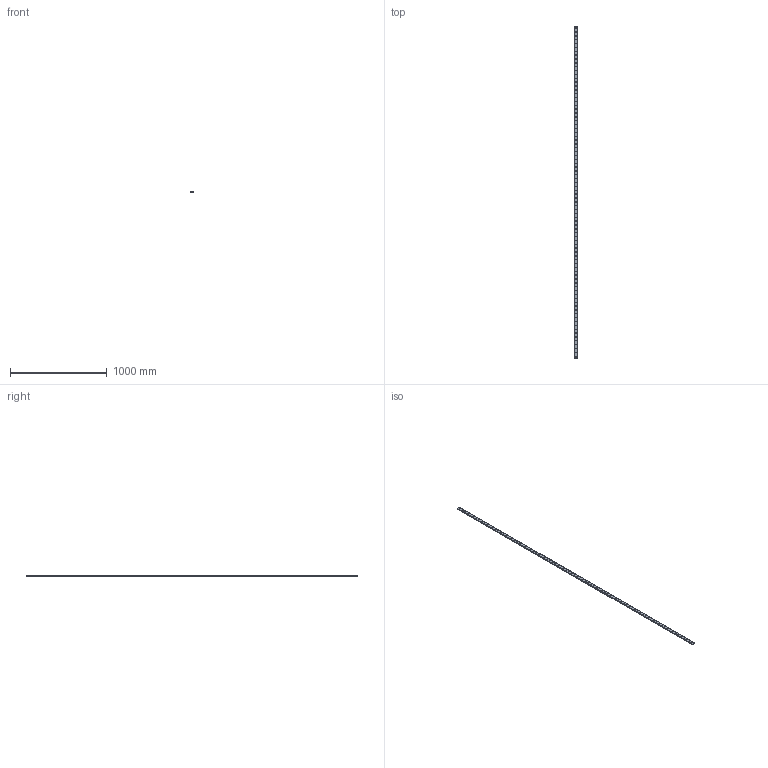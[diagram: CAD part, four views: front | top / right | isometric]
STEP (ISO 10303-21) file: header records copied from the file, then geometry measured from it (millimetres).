
FILE_DESCRIPTION(('STEP AP214'),'1');
FILE_NAME('cctmp_9DD32BB5-1025-4ADF-B2A9-9F99F94EA36D_2021_03_02_10_39_28_0577..stp','2021-03-02T09:39:29',('HIWIN GmbH'),('CADClick - www.CADClick.com'),'Spatial InterOp 3D',' ','unknown authorization');
FILE_SCHEMA(('AUTOMOTIVE_DESIGN'));
Length unit declared in the file: millimetre
Products named in the file (1): WER17R3440H_FILE
Bounding box: 33 x 3440 x 9.3 mm (x, y, z)
Volume: 950172 mm3; surface area: 336156.2 mm2
Topology: 1 solids, 1 shells, 1651 faces, 3387 edges, 2258 vertices
Faces by surface type: cylinder 1050, plane 601
Entity records: 57813 total; most frequent: DIRECTION 8791, CARTESIAN_POINT 7297, ORIENTED_EDGE 6774, AXIS2_PLACEMENT_3D 3752, EDGE_CURVE 3387, VERTEX_POINT 2258, EDGE_LOOP 2171, CIRCLE 2100
